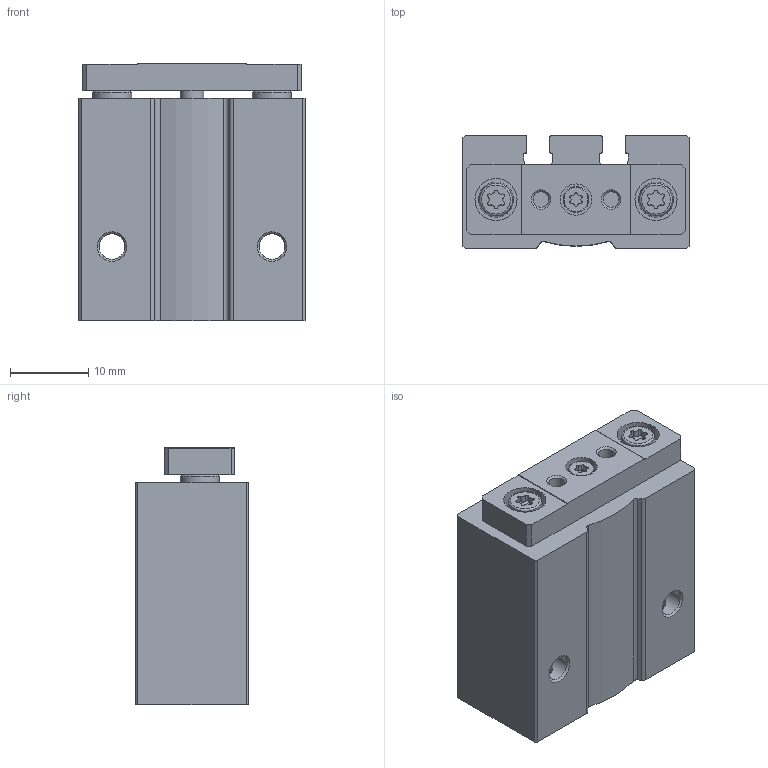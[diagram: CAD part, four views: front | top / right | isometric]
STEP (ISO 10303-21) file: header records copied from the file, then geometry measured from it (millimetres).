
FILE_DESCRIPTION(/* description */ ('STEP AP214'),/* implementation_level */ '2;1');
FILE_NAME(/* name */ '4149945_DFM-6-10-P-A-GF',/* time_stamp */ '2024-08-14T11:12:19+02:00',/* author */ ('License CC BY-ND 4.0'),/* organization */ ('CADENAS'),/* preprocessor_version */ 'ST-DEVELOPER v19.3',/* originating_system */ 'PARTsolutions',/* authorisation */ ' ');
FILE_SCHEMA (('AUTOMOTIVE_DESIGN {1 0 10303 214 3 1 1}'));
Length unit declared in the file: millimetre
Products named in the file (3): 4149945 DFM-6-10-P-A-GF---(0); 4149945 DFM-6-10-P-A-GF---(Z); 4149945 DFM-6-10-P-A-GF---(K)
Assembly tree (2 placements, depth 2):
  4149945 DFM-6-10-P-A-GF---(0)
    4149945 DFM-6-10-P-A-GF---(Z)
    4149945 DFM-6-10-P-A-GF---(K)
Bounding box: 29 x 14.5 x 33 mm (x, y, z)
Volume: 10476.8 mm3; surface area: 7129.5 mm2
Topology: 2 solids, 2 shells, 163 faces, 403 edges, 262 vertices
Faces by surface type: cylinder 80, plane 61, cone 19, torus 3
Full cylindrical faces by diameter (mm): 2.013 x2, 2.459 x6, 3 x2, 3.3 x3, 4 x1, 5 x4, 5.4 x2, 5.8 x1, 6.2 x2, 7 x1, 9.5 x1
Entity records: 4812 total; most frequent: CARTESIAN_POINT 878, DIRECTION 857, ORIENTED_EDGE 704, EDGE_CURVE 352, AXIS2_PLACEMENT_3D 348, VERTEX_POINT 258, EDGE_LOOP 250, FACE_BOUND 250
